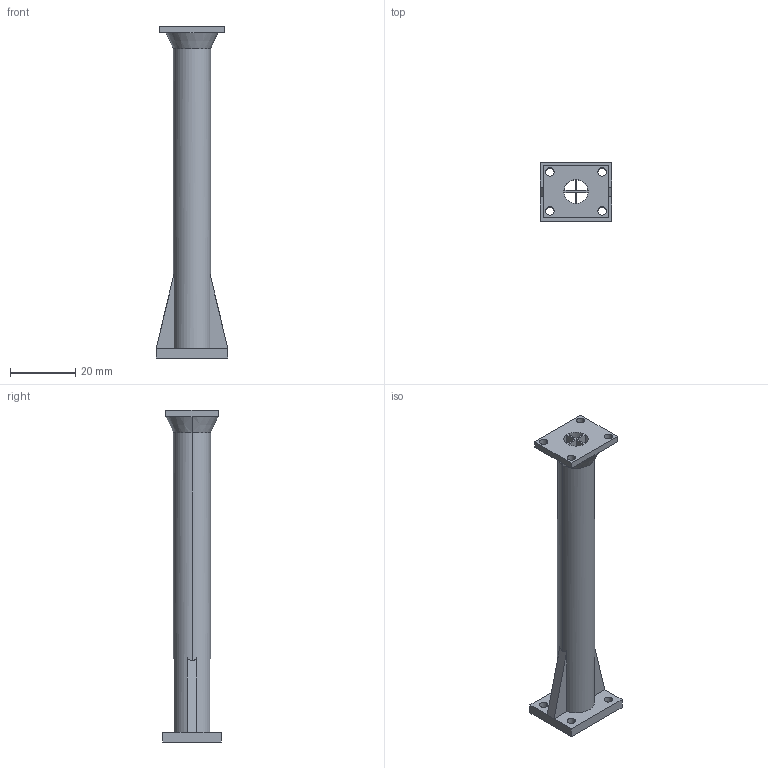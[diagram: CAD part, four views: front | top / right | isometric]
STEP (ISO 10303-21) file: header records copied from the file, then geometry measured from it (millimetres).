
FILE_DESCRIPTION (( 'STEP AP203' ), '1' );
FILE_NAME ('arm1.STEP', '2025-07-26T12:34:54', ( '' ), ( '' ), 'SwSTEP 2.0', 'SolidWorks 2023', '' );
FILE_SCHEMA (( 'CONFIG_CONTROL_DESIGN' ));
Length unit declared in the file: millimetre
Products named in the file (1): arm1
Bounding box: 22 x 18 x 102 mm (x, y, z)
Volume: 8699.7 mm3; surface area: 10165.5 mm2
Topology: 1 solids, 1 shells, 52 faces, 144 edges, 94 vertices
Faces by surface type: plane 28, cylinder 22, cone 2
Entity records: 1795 total; most frequent: CARTESIAN_POINT 309, DIRECTION 292, ORIENTED_EDGE 288, EDGE_CURVE 144, AXIS2_PLACEMENT_3D 101, VERTEX_POINT 94, VECTOR 90, LINE 90
